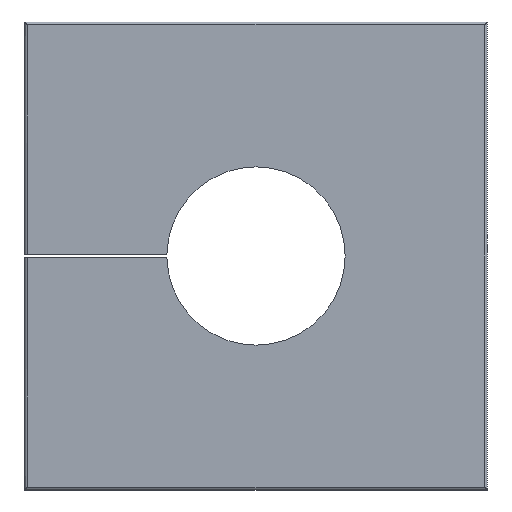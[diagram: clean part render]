
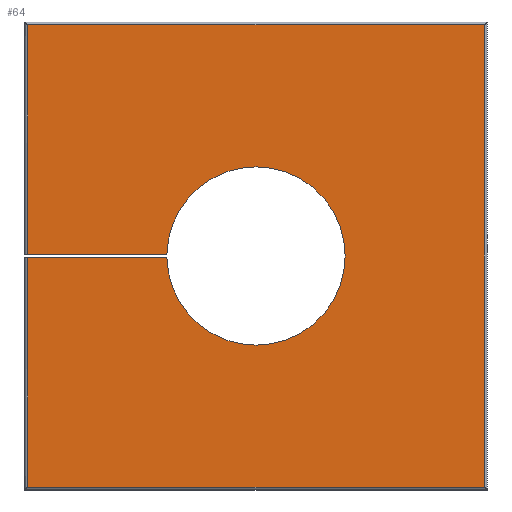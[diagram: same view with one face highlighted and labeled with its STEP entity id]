
A CAD part, front view. The second image highlights one B-rep face of the part: STEP entity #64.
In plain terms, the highlighted planar face has unit normal (0, -1, 0).
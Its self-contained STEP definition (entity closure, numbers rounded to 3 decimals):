
#64=ADVANCED_FACE('NONE',(#167),#168,.T.);
#167=FACE_OUTER_BOUND('',#335,.T.);
#168=PLANE('',#336);
#335=EDGE_LOOP('',(#908,#909,#910,#911,#912,#913,#914,#915,#916,#917));
#336=AXIS2_PLACEMENT_3D('',#918,#919,#920);
#908=ORIENTED_EDGE('',*,*,#1497,.F.);
#909=ORIENTED_EDGE('',*,*,#1498,.T.);
#910=ORIENTED_EDGE('',*,*,#1499,.T.);
#911=ORIENTED_EDGE('',*,*,#1500,.T.);
#912=ORIENTED_EDGE('',*,*,#1501,.T.);
#913=ORIENTED_EDGE('',*,*,#1502,.T.);
#914=ORIENTED_EDGE('',*,*,#1503,.T.);
#915=ORIENTED_EDGE('',*,*,#1504,.T.);
#916=ORIENTED_EDGE('',*,*,#1413,.T.);
#917=ORIENTED_EDGE('',*,*,#1409,.T.);
#918=CARTESIAN_POINT('',(-20.75,0.0,-21.0));
#919=DIRECTION('',(0.0,-1.0,0.0));
#920=DIRECTION('',(0.0,0.0,-1.0));
#1409=EDGE_CURVE('NONE',#1633,#1634,#1635,.T.);
#1413=EDGE_CURVE('NONE',#1641,#1633,#1642,.T.);
#1497=EDGE_CURVE('NONE',#1797,#1634,#1798,.T.);
#1498=EDGE_CURVE('NONE',#1797,#1799,#1800,.T.);
#1499=EDGE_CURVE('NONE',#1799,#1801,#1802,.T.);
#1500=EDGE_CURVE('NONE',#1801,#1803,#1804,.T.);
#1501=EDGE_CURVE('NONE',#1803,#1805,#1806,.T.);
#1502=EDGE_CURVE('NONE',#1805,#1807,#1808,.T.);
#1503=EDGE_CURVE('NONE',#1807,#1809,#1810,.T.);
#1504=EDGE_CURVE('NONE',#1809,#1641,#1811,.T.);
#1633=VERTEX_POINT('NONE',#1999);
#1634=VERTEX_POINT('NONE',#2000);
#1635=CIRCLE('',#2001,8.0);
#1641=VERTEX_POINT('NONE',#2009);
#1642=CIRCLE('',#2010,8.0);
#1797=VERTEX_POINT('NONE',#2305);
#1798=LINE('',#2306,#2307);
#1799=VERTEX_POINT('NONE',#2308);
#1800=LINE('',#2309,#2310);
#1801=VERTEX_POINT('NONE',#2311);
#1802=LINE('',#2312,#2313);
#1803=VERTEX_POINT('NONE',#2314);
#1804=LINE('',#2315,#2316);
#1805=VERTEX_POINT('NONE',#2317);
#1806=LINE('',#2318,#2319);
#1807=VERTEX_POINT('NONE',#2320);
#1808=LINE('',#2321,#2322);
#1809=VERTEX_POINT('NONE',#2323);
#1810=LINE('',#2324,#2325);
#1811=CIRCLE('',#2326,8.0);
#1999=CARTESIAN_POINT('',(0.,0.0,-8.0));
#2000=CARTESIAN_POINT('',(-7.999,0.0,-0.15));
#2001=AXIS2_PLACEMENT_3D('',#2893,#2894,#2895);
#2009=CARTESIAN_POINT('',(0.0,0.0,8.0));
#2010=AXIS2_PLACEMENT_3D('',#2901,#2902,#2903);
#2305=CARTESIAN_POINT('',(-20.5,0.0,-0.15));
#2306=CARTESIAN_POINT('',(-20.75,0.0,-0.15));
#2307=VECTOR('',#2986,1000.0);
#2308=CARTESIAN_POINT('',(-20.5,0.0,-20.75));
#2309=CARTESIAN_POINT('',(-20.5,0.0,-21.0));
#2310=VECTOR('',#2987,1000.0);
#2311=CARTESIAN_POINT('',(20.5,0.0,-20.75));
#2312=CARTESIAN_POINT('',(20.75,0.0,-20.75));
#2313=VECTOR('',#2988,1000.0);
#2314=CARTESIAN_POINT('',(20.5,0.0,20.75));
#2315=CARTESIAN_POINT('',(20.5,0.0,21.0));
#2316=VECTOR('',#2989,1000.0);
#2317=CARTESIAN_POINT('',(-20.5,0.0,20.75));
#2318=CARTESIAN_POINT('',(-20.75,0.0,20.75));
#2319=VECTOR('',#2990,1000.0);
#2320=CARTESIAN_POINT('',(-20.5,0.0,0.15));
#2321=CARTESIAN_POINT('',(-20.5,0.0,0.15));
#2322=VECTOR('',#2991,1000.0);
#2323=CARTESIAN_POINT('',(-7.999,0.0,0.15));
#2324=CARTESIAN_POINT('',(-20.75,0.0,0.15));
#2325=VECTOR('',#2992,1000.0);
#2326=AXIS2_PLACEMENT_3D('',#2993,#2994,#2995);
#2893=CARTESIAN_POINT('',(0.0,0.0,0.0));
#2894=DIRECTION('',(0.0,1.0,0.0));
#2895=DIRECTION('',(0.0,0.0,-1.0));
#2901=CARTESIAN_POINT('',(0.0,0.0,0.0));
#2902=DIRECTION('',(0.0,1.0,0.0));
#2903=DIRECTION('',(0.0,0.0,-1.0));
#2986=DIRECTION('',(1.0,0.0,0.0));
#2987=DIRECTION('',(-0.0,-0.0,-1.0));
#2988=DIRECTION('',(1.0,-0.0,-0.0));
#2989=DIRECTION('',(0.,-0.0,1.0));
#2990=DIRECTION('',(-1.0,-0.0,0.0));
#2991=DIRECTION('',(-0.0,-0.0,-1.0));
#2992=DIRECTION('',(1.0,0.0,0.0));
#2993=CARTESIAN_POINT('',(0.0,0.0,0.0));
#2994=DIRECTION('',(0.0,1.0,0.0));
#2995=DIRECTION('',(0.0,0.0,-1.0));
